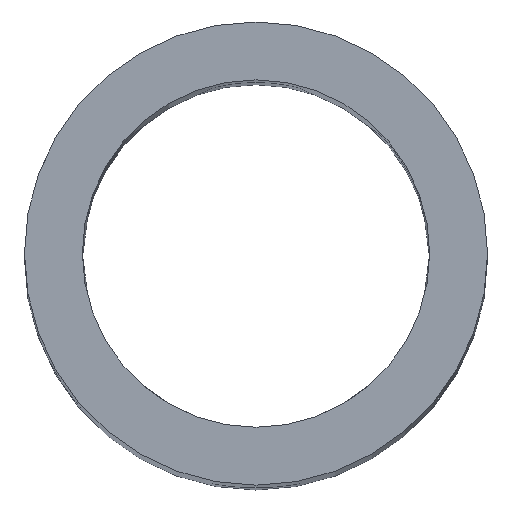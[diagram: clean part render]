
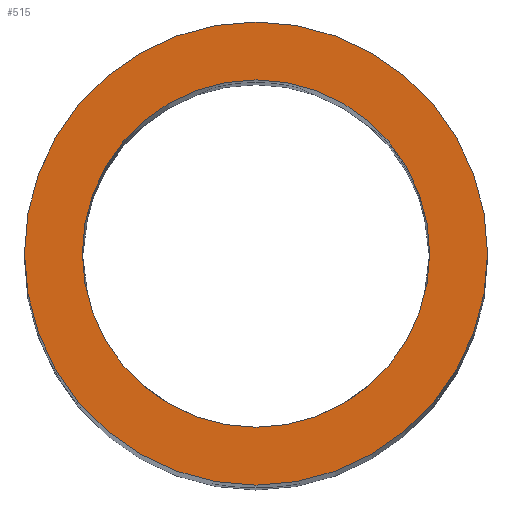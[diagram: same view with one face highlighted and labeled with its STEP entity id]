
A CAD part, top view. The second image highlights one B-rep face of the part: STEP entity #515.
In plain terms, the highlighted planar face has unit normal (0, 0, 1).
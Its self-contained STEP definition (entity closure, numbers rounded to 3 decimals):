
#9 = CARTESIAN_POINT ( 'NONE',  ( 0., 0., 48. ) ) ;
#59 = PLANE ( 'NONE',  #123 ) ;
#66 = VERTEX_POINT ( 'NONE', #251 ) ;
#85 = DIRECTION ( 'NONE',  ( 1., 0., 0. ) ) ;
#109 = EDGE_CURVE ( 'NONE', #833, #157, #501, .T. ) ;
#123 = AXIS2_PLACEMENT_3D ( 'NONE', #9, #765, #819 ) ;
#131 = FACE_BOUND ( 'NONE', #350, .T. ) ;
#157 = VERTEX_POINT ( 'NONE', #432 ) ;
#171 = DIRECTION ( 'NONE',  ( 1., 0., 0. ) ) ;
#172 = CIRCLE ( 'NONE', #700, 3. ) ;
#178 = CARTESIAN_POINT ( 'NONE',  ( 0., 0., 48. ) ) ;
#188 = CARTESIAN_POINT ( 'NONE',  ( 0., 0., 48. ) ) ;
#202 = VERTEX_POINT ( 'NONE', #446 ) ;
#239 = CARTESIAN_POINT ( 'NONE',  ( 0., 0., 48. ) ) ;
#251 = CARTESIAN_POINT ( 'NONE',  ( -3., 0., 48. ) ) ;
#322 = DIRECTION ( 'NONE',  ( 0., 0., 1. ) ) ;
#331 = AXIS2_PLACEMENT_3D ( 'NONE', #239, #513, #171 ) ;
#350 = EDGE_LOOP ( 'NONE', ( #823, #889 ) ) ;
#388 = CIRCLE ( 'NONE', #425, 4. ) ;
#403 = EDGE_CURVE ( 'NONE', #202, #66, #719, .T. ) ;
#425 = AXIS2_PLACEMENT_3D ( 'NONE', #514, #588, #85 ) ;
#432 = CARTESIAN_POINT ( 'NONE',  ( 4., 0., 48. ) ) ;
#446 = CARTESIAN_POINT ( 'NONE',  ( 3., 0., 48. ) ) ;
#462 = EDGE_CURVE ( 'NONE', #66, #202, #172, .T. ) ;
#473 = AXIS2_PLACEMENT_3D ( 'NONE', #178, #665, #654 ) ;
#501 = CIRCLE ( 'NONE', #331, 4. ) ;
#513 = DIRECTION ( 'NONE',  ( 0., 0., 1. ) ) ;
#514 = CARTESIAN_POINT ( 'NONE',  ( 0., 0., 48. ) ) ;
#515 = ADVANCED_FACE ( 'NONE', ( #630, #131 ), #59, .T. ) ;
#588 = DIRECTION ( 'NONE',  ( 0., 0., 1. ) ) ;
#595 = EDGE_CURVE ( 'NONE', #157, #833, #388, .T. ) ;
#598 = DIRECTION ( 'NONE',  ( 1., 0., 0. ) ) ;
#615 = ORIENTED_EDGE ( 'NONE', *, *, #109, .T. ) ;
#630 = FACE_OUTER_BOUND ( 'NONE', #655, .T. ) ;
#654 = DIRECTION ( 'NONE',  ( 1., 0., 0. ) ) ;
#655 = EDGE_LOOP ( 'NONE', ( #615, #710 ) ) ;
#665 = DIRECTION ( 'NONE',  ( 0., 0., 1. ) ) ;
#679 = CARTESIAN_POINT ( 'NONE',  ( -4., 0., 48. ) ) ;
#700 = AXIS2_PLACEMENT_3D ( 'NONE', #188, #322, #598 ) ;
#710 = ORIENTED_EDGE ( 'NONE', *, *, #595, .T. ) ;
#719 = CIRCLE ( 'NONE', #473, 3. ) ;
#765 = DIRECTION ( 'NONE',  ( 0., 0., 1. ) ) ;
#819 = DIRECTION ( 'NONE',  ( 1., 0., 0. ) ) ;
#823 = ORIENTED_EDGE ( 'NONE', *, *, #462, .F. ) ;
#833 = VERTEX_POINT ( 'NONE', #679 ) ;
#889 = ORIENTED_EDGE ( 'NONE', *, *, #403, .F. ) ;
